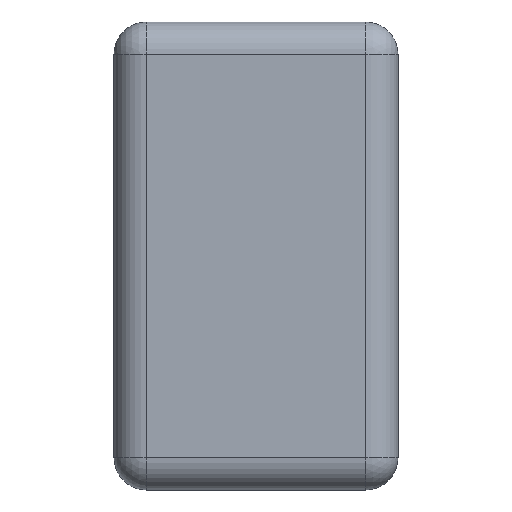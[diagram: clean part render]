
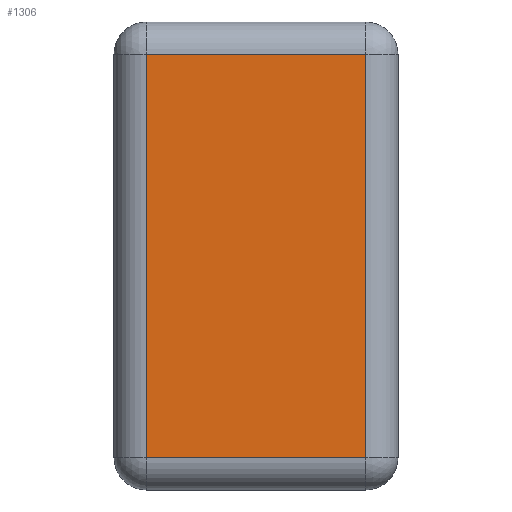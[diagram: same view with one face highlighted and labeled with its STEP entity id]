
A CAD part, left-side view. The second image highlights one B-rep face of the part: STEP entity #1306.
In plain terms, the highlighted face is planar.
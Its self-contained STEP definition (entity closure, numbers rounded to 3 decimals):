
#222 = VECTOR ( 'NONE', #1690, 1000. ) ;
#396 = EDGE_CURVE ( 'NONE', #423, #3768, #4540, .T. ) ;
#423 = VERTEX_POINT ( 'NONE', #4489 ) ;
#572 = ORIENTED_EDGE ( 'NONE', *, *, #396, .T. ) ;
#730 = DIRECTION ( 'NONE',  ( -1., 0., 0. ) ) ;
#890 = ORIENTED_EDGE ( 'NONE', *, *, #2353, .T. ) ;
#972 = VERTEX_POINT ( 'NONE', #991 ) ;
#991 = CARTESIAN_POINT ( 'NONE',  ( 0.1, 0.1, -1.35 ) ) ;
#1269 = AXIS2_PLACEMENT_3D ( 'NONE', #3267, #730, #4060 ) ;
#1306 = ADVANCED_FACE ( 'NONE', ( #1419 ), #2136, .F. ) ;
#1419 = FACE_OUTER_BOUND ( 'NONE', #1870, .T. ) ;
#1690 = DIRECTION ( 'NONE',  ( 0., 1., 0. ) ) ;
#1870 = EDGE_LOOP ( 'NONE', ( #2573, #890, #2582, #572 ) ) ;
#1933 = DIRECTION ( 'NONE',  ( 0., -1., 0. ) ) ;
#1959 = CARTESIAN_POINT ( 'NONE',  ( 0.1, 0., -0.1 ) ) ;
#2136 = PLANE ( 'NONE',  #1269 ) ;
#2146 = VERTEX_POINT ( 'NONE', #4071 ) ;
#2148 = EDGE_CURVE ( 'NONE', #3768, #972, #3499, .T. ) ;
#2270 = DIRECTION ( 'NONE',  ( 0., 0., 1. ) ) ;
#2353 = EDGE_CURVE ( 'NONE', #972, #2146, #4424, .T. ) ;
#2482 = VECTOR ( 'NONE', #1933, 1000. ) ;
#2573 = ORIENTED_EDGE ( 'NONE', *, *, #2148, .T. ) ;
#2582 = ORIENTED_EDGE ( 'NONE', *, *, #3334, .T. ) ;
#2637 = DIRECTION ( 'NONE',  ( 0., 0., -1. ) ) ;
#2662 = CARTESIAN_POINT ( 'NONE',  ( 0.1, 0.1, 0. ) ) ;
#3267 = CARTESIAN_POINT ( 'NONE',  ( 0.1, 0., 0. ) ) ;
#3283 = VECTOR ( 'NONE', #2637, 1000. ) ;
#3334 = EDGE_CURVE ( 'NONE', #2146, #423, #3474, .T. ) ;
#3474 = LINE ( 'NONE', #4358, #4183 ) ;
#3499 = LINE ( 'NONE', #2662, #3283 ) ;
#3768 = VERTEX_POINT ( 'NONE', #3923 ) ;
#3923 = CARTESIAN_POINT ( 'NONE',  ( 0.1, 0.1, -0.1 ) ) ;
#4060 = DIRECTION ( 'NONE',  ( 0., 0., 1. ) ) ;
#4071 = CARTESIAN_POINT ( 'NONE',  ( 0.1, 0.78, -1.35 ) ) ;
#4127 = CARTESIAN_POINT ( 'NONE',  ( 0.1, 0., -1.35 ) ) ;
#4183 = VECTOR ( 'NONE', #2270, 1000. ) ;
#4358 = CARTESIAN_POINT ( 'NONE',  ( 0.1, 0.78, 0. ) ) ;
#4424 = LINE ( 'NONE', #4127, #222 ) ;
#4489 = CARTESIAN_POINT ( 'NONE',  ( 0.1, 0.78, -0.1 ) ) ;
#4540 = LINE ( 'NONE', #1959, #2482 ) ;
